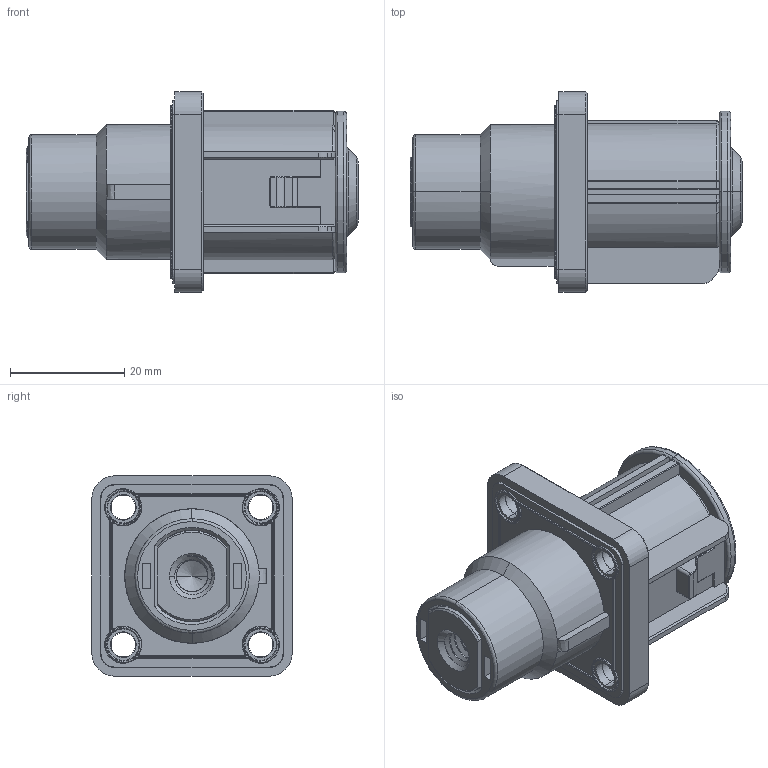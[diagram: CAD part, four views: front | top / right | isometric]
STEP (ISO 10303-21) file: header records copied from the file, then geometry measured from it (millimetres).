
FILE_DESCRIPTION((''),'2;1');
FILE_NAME('F_ASM_329_ASM','2020-07-01T',('gc004'),(''),'CREO PARAMETRIC BY PTC INC, 2014500','CREO PARAMETRIC BY PTC INC, 2014500','');
FILE_SCHEMA(('AUTOMOTIVE_DESIGN { 1 0 10303 214 1 1 1 1 }'));
Length unit declared in the file: millimetre
Products named in the file (4): F_BODY_243; DIANPIAO_31; F_JIAOSAI_57; F_ASM_329_ASM
Assembly tree (3 placements, depth 2):
  F_ASM_329_ASM
    F_BODY_243
    DIANPIAO_31
    F_JIAOSAI_57
Bounding box: 58 x 35 x 35 mm (x, y, z)
Volume: 20977 mm3; surface area: 18653.8 mm2
Topology: 3 solids, 3 shells, 865 faces, 2500 edges, 1650 vertices
Faces by surface type: plane 338, cylinder 208, cone 132, bspline 102, torus 85
Entity records: 39760 total; most frequent: CARTESIAN_POINT 15574, ORIENTED_EDGE 4992, DIRECTION 4437, EDGE_CURVE 2496, AXIS2_PLACEMENT_3D 1727, VERTEX_POINT 1650, VECTOR 983, LINE 983
